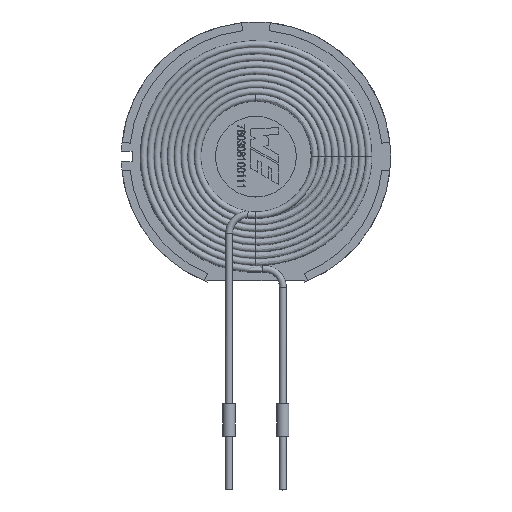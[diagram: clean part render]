
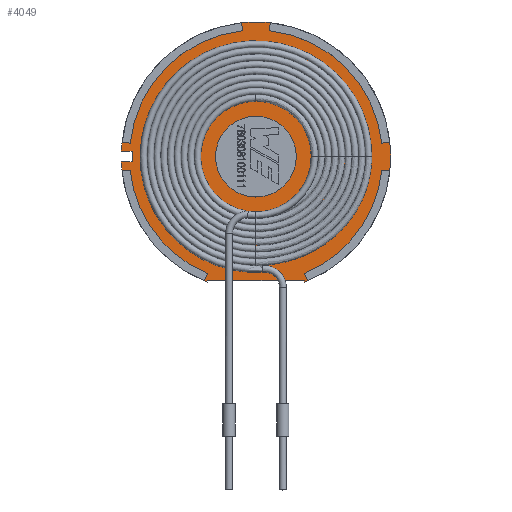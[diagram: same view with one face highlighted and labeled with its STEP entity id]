
A CAD part, top view. The second image highlights one B-rep face of the part: STEP entity #4049.
In plain terms, the highlighted face is planar.
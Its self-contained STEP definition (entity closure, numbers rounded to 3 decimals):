
#170=LINE('',#7179,#423);
#174=LINE('',#7189,#427);
#178=LINE('',#7202,#431);
#182=LINE('',#7212,#435);
#186=LINE('',#7225,#439);
#189=LINE('',#7231,#442);
#194=LINE('',#7248,#447);
#197=LINE('',#7254,#450);
#204=LINE('',#7276,#457);
#207=LINE('',#7282,#460);
#210=LINE('',#7288,#463);
#214=LINE('',#7303,#467);
#217=LINE('',#7309,#470);
#219=LINE('',#7312,#472);
#423=VECTOR('',#4589,1000.);
#427=VECTOR('',#4599,1000.);
#431=VECTOR('',#4611,1000.);
#435=VECTOR('',#4621,1000.);
#439=VECTOR('',#4633,1000.);
#442=VECTOR('',#4638,1000.);
#447=VECTOR('',#4655,1000.);
#450=VECTOR('',#4660,1000.);
#457=VECTOR('',#4681,1000.);
#460=VECTOR('',#4686,1000.);
#463=VECTOR('',#4691,1000.);
#467=VECTOR('',#4709,1000.);
#470=VECTOR('',#4714,1000.);
#472=VECTOR('',#4718,1000.);
#749=PLANE('',#4251);
#1333=ORIENTED_EDGE('',*,*,#1663,.F.);
#1334=ORIENTED_EDGE('',*,*,#1665,.F.);
#1335=ORIENTED_EDGE('',*,*,#1717,.T.);
#1336=ORIENTED_EDGE('',*,*,#1685,.F.);
#1337=ORIENTED_EDGE('',*,*,#1688,.F.);
#1338=ORIENTED_EDGE('',*,*,#1682,.F.);
#1339=ORIENTED_EDGE('',*,*,#1716,.T.);
#1340=ORIENTED_EDGE('',*,*,#1722,.T.);
#1341=ORIENTED_EDGE('',*,*,#1725,.T.);
#1342=ORIENTED_EDGE('',*,*,#1727,.T.);
#1343=ORIENTED_EDGE('',*,*,#1703,.T.);
#1344=ORIENTED_EDGE('',*,*,#1693,.T.);
#1345=ORIENTED_EDGE('',*,*,#1699,.T.);
#1346=ORIENTED_EDGE('',*,*,#1696,.T.);
#1347=ORIENTED_EDGE('',*,*,#1702,.T.);
#1348=ORIENTED_EDGE('',*,*,#1707,.T.);
#1349=ORIENTED_EDGE('',*,*,#1710,.T.);
#1350=ORIENTED_EDGE('',*,*,#1713,.T.);
#1351=ORIENTED_EDGE('',*,*,#1719,.T.);
#1352=ORIENTED_EDGE('',*,*,#1676,.T.);
#1353=ORIENTED_EDGE('',*,*,#1674,.T.);
#1354=ORIENTED_EDGE('',*,*,#1671,.T.);
#1355=ORIENTED_EDGE('',*,*,#1718,.T.);
#1356=ORIENTED_EDGE('',*,*,#1660,.F.);
#1357=ORIENTED_EDGE('',*,*,#1654,.F.);
#1654=EDGE_CURVE('',#1994,#1994,#2159,.T.);
#1660=EDGE_CURVE('',#2000,#2001,#170,.T.);
#1663=EDGE_CURVE('',#2002,#2000,#2163,.T.);
#1665=EDGE_CURVE('',#2003,#2002,#174,.T.);
#1671=EDGE_CURVE('',#2008,#2009,#178,.T.);
#1674=EDGE_CURVE('',#2010,#2008,#2166,.T.);
#1676=EDGE_CURVE('',#2011,#2010,#182,.T.);
#1682=EDGE_CURVE('',#2016,#2017,#186,.T.);
#1685=EDGE_CURVE('',#2018,#2019,#189,.T.);
#1688=EDGE_CURVE('',#2017,#2018,#2169,.T.);
#1693=EDGE_CURVE('',#2024,#2025,#194,.T.);
#1696=EDGE_CURVE('',#2026,#2027,#197,.T.);
#1699=EDGE_CURVE('',#2025,#2026,#2172,.T.);
#1702=EDGE_CURVE('',#2027,#2030,#2174,.T.);
#1703=EDGE_CURVE('',#2031,#2024,#2175,.T.);
#1707=EDGE_CURVE('',#2030,#2033,#204,.T.);
#1710=EDGE_CURVE('',#2033,#2035,#207,.T.);
#1713=EDGE_CURVE('',#2035,#2037,#210,.T.);
#1716=EDGE_CURVE('',#2016,#2039,#2177,.T.);
#1717=EDGE_CURVE('',#2003,#2019,#2178,.T.);
#1718=EDGE_CURVE('',#2009,#2001,#2179,.T.);
#1719=EDGE_CURVE('',#2037,#2011,#2180,.T.);
#1722=EDGE_CURVE('',#2039,#2041,#214,.T.);
#1725=EDGE_CURVE('',#2041,#2043,#217,.T.);
#1727=EDGE_CURVE('',#2043,#2031,#219,.T.);
#1994=VERTEX_POINT('',#7166);
#2000=VERTEX_POINT('',#7180);
#2001=VERTEX_POINT('',#7181);
#2002=VERTEX_POINT('',#7186);
#2003=VERTEX_POINT('',#7190);
#2008=VERTEX_POINT('',#7203);
#2009=VERTEX_POINT('',#7204);
#2010=VERTEX_POINT('',#7209);
#2011=VERTEX_POINT('',#7213);
#2016=VERTEX_POINT('',#7226);
#2017=VERTEX_POINT('',#7227);
#2018=VERTEX_POINT('',#7232);
#2019=VERTEX_POINT('',#7233);
#2024=VERTEX_POINT('',#7249);
#2025=VERTEX_POINT('',#7250);
#2026=VERTEX_POINT('',#7255);
#2027=VERTEX_POINT('',#7256);
#2030=VERTEX_POINT('',#7266);
#2031=VERTEX_POINT('',#7269);
#2033=VERTEX_POINT('',#7275);
#2035=VERTEX_POINT('',#7281);
#2037=VERTEX_POINT('',#7287);
#2039=VERTEX_POINT('',#7293);
#2041=VERTEX_POINT('',#7302);
#2043=VERTEX_POINT('',#7308);
#2159=CIRCLE('',#4168,7.5);
#2163=CIRCLE('',#4175,23.5);
#2166=CIRCLE('',#4182,23.5);
#2169=CIRCLE('',#4190,23.5);
#2172=CIRCLE('',#4197,23.5);
#2174=CIRCLE('',#4200,25.);
#2175=CIRCLE('',#4201,25.);
#2177=CIRCLE('',#4207,25.);
#2178=CIRCLE('',#4208,25.);
#2179=CIRCLE('',#4209,25.);
#2180=CIRCLE('',#4210,25.);
#2394=EDGE_LOOP('',(#1333,#1334,#1335,#1336,#1337,#1338,#1339,#1340,#1341,
#1342,#1343,#1344,#1345,#1346,#1347,#1348,#1349,#1350,#1351,#1352,#1353,
#1354,#1355,#1356));
#2395=EDGE_LOOP('',(#1357));
#2647=FACE_BOUND('',#2394,.T.);
#2648=FACE_BOUND('',#2395,.T.);
#4049=ADVANCED_FACE('',(#2647,#2648),#749,.T.);
#4168=AXIS2_PLACEMENT_3D('',#7165,#4575,#4576);
#4175=AXIS2_PLACEMENT_3D('',#7185,#4594,#4595);
#4182=AXIS2_PLACEMENT_3D('',#7208,#4616,#4617);
#4190=AXIS2_PLACEMENT_3D('',#7237,#4643,#4644);
#4197=AXIS2_PLACEMENT_3D('',#7260,#4665,#4666);
#4200=AXIS2_PLACEMENT_3D('',#7267,#4672,#4673);
#4201=AXIS2_PLACEMENT_3D('',#7268,#4674,#4675);
#4207=AXIS2_PLACEMENT_3D('',#7294,#4697,#4698);
#4208=AXIS2_PLACEMENT_3D('',#7295,#4699,#4700);
#4209=AXIS2_PLACEMENT_3D('',#7296,#4701,#4702);
#4210=AXIS2_PLACEMENT_3D('',#7297,#4703,#4704);
#4251=AXIS2_PLACEMENT_3D('',#8670,#4857,#4858);
#4575=DIRECTION('',(0.,-1.,0.));
#4576=DIRECTION('',(0.,0.,-1.));
#4589=DIRECTION('',(0.994,0.,0.106));
#4594=DIRECTION('',(0.,1.,0.));
#4595=DIRECTION('',(-1.,0.,0.));
#4599=DIRECTION('',(-0.106,0.,-0.994));
#4611=DIRECTION('',(0.994,0.,-0.106));
#4616=DIRECTION('',(0.,-1.,0.));
#4617=DIRECTION('',(-1.,0.,0.));
#4621=DIRECTION('',(-0.383,0.,0.924));
#4633=DIRECTION('',(0.994,0.,-0.106));
#4638=DIRECTION('',(-0.106,0.,0.994));
#4643=DIRECTION('',(0.,1.,0.));
#4644=DIRECTION('',(1.,0.,0.));
#4655=DIRECTION('',(0.994,0.,0.106));
#4660=DIRECTION('',(-0.383,0.,-0.924));
#4665=DIRECTION('',(0.,-1.,0.));
#4666=DIRECTION('',(1.,0.,0.));
#4672=DIRECTION('',(0.,-1.,0.));
#4673=DIRECTION('',(1.,0.,0.));
#4674=DIRECTION('',(0.,-1.,0.));
#4675=DIRECTION('',(1.,0.,0.));
#4681=DIRECTION('',(0.,0.,1.));
#4686=DIRECTION('',(1.,0.,0.));
#4691=DIRECTION('',(0.,0.,-1.));
#4697=DIRECTION('',(0.,-1.,0.));
#4698=DIRECTION('',(-1.,0.,0.));
#4699=DIRECTION('',(0.,-1.,0.));
#4700=DIRECTION('',(-1.,0.,0.));
#4701=DIRECTION('',(0.,-1.,0.));
#4702=DIRECTION('',(-1.,0.,0.));
#4703=DIRECTION('',(0.,-1.,0.));
#4704=DIRECTION('',(-1.,0.,0.));
#4709=DIRECTION('',(1.,0.,0.));
#4714=DIRECTION('',(0.,0.,-1.));
#4718=DIRECTION('',(-1.,0.,0.));
#4857=DIRECTION('',(0.,-1.,0.));
#4858=DIRECTION('',(0.,0.,-1.));
#7165=CARTESIAN_POINT('',(0.,-2.,0.));
#7166=CARTESIAN_POINT('',(0.,-2.,-7.5));
#7179=CARTESIAN_POINT('',(23.367,-2.,2.5));
#7180=CARTESIAN_POINT('',(23.367,-2.,2.5));
#7181=CARTESIAN_POINT('',(24.858,-2.,2.66));
#7185=CARTESIAN_POINT('',(0.,-2.,0.));
#7186=CARTESIAN_POINT('',(2.5,-2.,23.367));
#7189=CARTESIAN_POINT('',(2.66,-2.,24.858));
#7190=CARTESIAN_POINT('',(2.66,-2.,24.858));
#7202=CARTESIAN_POINT('',(23.367,-2.,-2.5));
#7203=CARTESIAN_POINT('',(23.367,-2.,-2.5));
#7204=CARTESIAN_POINT('',(24.858,-2.,-2.66));
#7208=CARTESIAN_POINT('',(0.,-2.,0.));
#7209=CARTESIAN_POINT('',(9.,-2.,-21.708));
#7212=CARTESIAN_POINT('',(9.574,-2.,-23.094));
#7213=CARTESIAN_POINT('',(9.574,-2.,-23.094));
#7225=CARTESIAN_POINT('',(-23.367,-2.,2.5));
#7226=CARTESIAN_POINT('',(-24.858,-2.,2.66));
#7227=CARTESIAN_POINT('',(-23.367,-2.,2.5));
#7231=CARTESIAN_POINT('',(-2.5,-2.,23.367));
#7232=CARTESIAN_POINT('',(-2.5,-2.,23.367));
#7233=CARTESIAN_POINT('',(-2.66,-2.,24.858));
#7237=CARTESIAN_POINT('',(0.,-2.,0.));
#7248=CARTESIAN_POINT('',(-23.367,-2.,-2.5));
#7249=CARTESIAN_POINT('',(-24.858,-2.,-2.66));
#7250=CARTESIAN_POINT('',(-23.367,-2.,-2.5));
#7254=CARTESIAN_POINT('',(-9.,-2.,-21.708));
#7255=CARTESIAN_POINT('',(-9.,-2.,-21.708));
#7256=CARTESIAN_POINT('',(-9.574,-2.,-23.094));
#7260=CARTESIAN_POINT('',(0.,-2.,0.));
#7266=CARTESIAN_POINT('',(-9.,-2.,-23.324));
#7267=CARTESIAN_POINT('',(0.,-2.,0.));
#7268=CARTESIAN_POINT('',(0.,-2.,0.));
#7269=CARTESIAN_POINT('',(-24.98,-2.,-1.));
#7275=CARTESIAN_POINT('',(-9.,-2.,-23.));
#7276=CARTESIAN_POINT('',(-9.,-2.,-23.324));
#7281=CARTESIAN_POINT('',(9.,-2.,-23.));
#7282=CARTESIAN_POINT('',(-9.,-2.,-23.));
#7287=CARTESIAN_POINT('',(9.,-2.,-23.324));
#7288=CARTESIAN_POINT('',(9.,-2.,-23.));
#7293=CARTESIAN_POINT('',(-24.98,-2.,1.));
#7294=CARTESIAN_POINT('',(0.,-2.,0.));
#7295=CARTESIAN_POINT('',(0.,-2.,0.));
#7296=CARTESIAN_POINT('',(0.,-2.,0.));
#7297=CARTESIAN_POINT('',(0.,-2.,0.));
#7302=CARTESIAN_POINT('',(-23.,-2.,1.));
#7303=CARTESIAN_POINT('',(-24.98,-2.,1.));
#7308=CARTESIAN_POINT('',(-23.,-2.,-1.));
#7309=CARTESIAN_POINT('',(-23.,-2.,1.));
#7312=CARTESIAN_POINT('',(-23.,-2.,-1.));
#8670=CARTESIAN_POINT('',(0.,-2.,0.));
